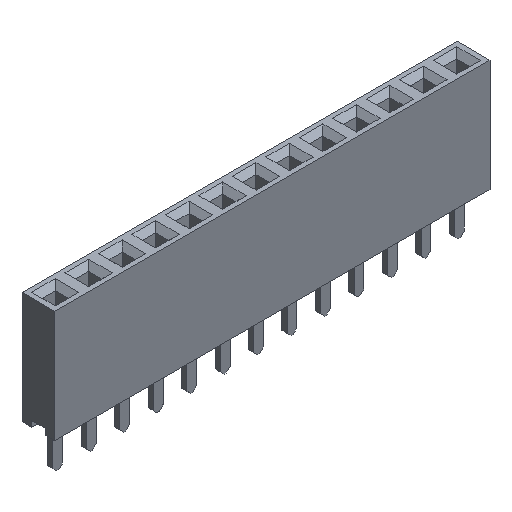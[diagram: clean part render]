
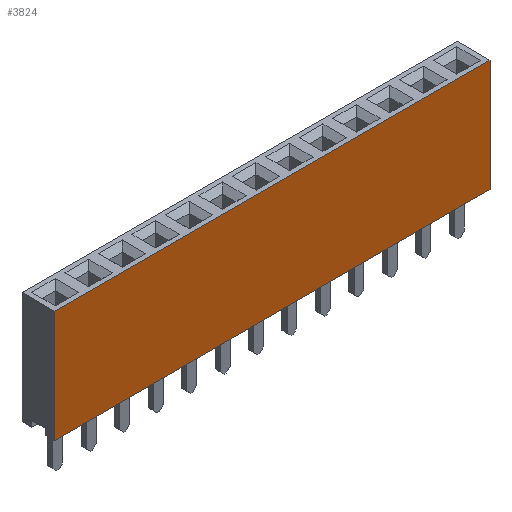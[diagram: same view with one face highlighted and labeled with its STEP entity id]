
A CAD part, isometric view. The second image highlights one B-rep face of the part: STEP entity #3824.
In plain terms, the highlighted planar face has unit normal (0, -1, 0).
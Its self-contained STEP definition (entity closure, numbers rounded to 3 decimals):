
#200=FACE_OUTER_BOUND('',#444,.T.);
#444=EDGE_LOOP('',(#3051,#3052,#3053,#3054));
#587=LINE('',#5276,#1105);
#644=LINE('',#5391,#1162);
#815=LINE('',#5743,#1333);
#819=LINE('',#5750,#1337);
#1105=VECTOR('',#4277,10.);
#1162=VECTOR('',#4342,10.);
#1333=VECTOR('',#4701,10.);
#1337=VECTOR('',#4709,10.);
#1605=VERTEX_POINT('',#5273);
#1606=VERTEX_POINT('',#5275);
#1660=VERTEX_POINT('',#5390);
#1747=VERTEX_POINT('',#5742);
#1951=EDGE_CURVE('',#1605,#1606,#587,.T.);
#2008=EDGE_CURVE('',#1606,#1660,#644,.T.);
#2179=EDGE_CURVE('',#1747,#1660,#815,.T.);
#2183=EDGE_CURVE('',#1747,#1605,#819,.T.);
#3051=ORIENTED_EDGE('',*,*,#2179,.T.);
#3052=ORIENTED_EDGE('',*,*,#2008,.F.);
#3053=ORIENTED_EDGE('',*,*,#1951,.F.);
#3054=ORIENTED_EDGE('',*,*,#2183,.F.);
#3593=PLANE('',#4083);
#3824=ADVANCED_FACE('',(#200),#3593,.T.);
#4083=AXIS2_PLACEMENT_3D('',#5819,#4781,#4782);
#4277=DIRECTION('',(1.,0.,0.));
#4342=DIRECTION('',(0.,0.,-1.));
#4701=DIRECTION('',(1.,0.,0.));
#4709=DIRECTION('',(0.,0.,1.));
#4781=DIRECTION('center_axis',(0.,-1.,0.));
#4782=DIRECTION('ref_axis',(1.,0.,0.));
#5273=CARTESIAN_POINT('',(-16.51,-1.25,8.6));
#5275=CARTESIAN_POINT('',(16.51,-1.25,8.6));
#5276=CARTESIAN_POINT('',(-16.51,-1.25,8.6));
#5390=CARTESIAN_POINT('',(16.51,-1.25,0.1));
#5391=CARTESIAN_POINT('',(16.51,-1.25,0.1));
#5742=CARTESIAN_POINT('',(-16.51,-1.25,0.1));
#5743=CARTESIAN_POINT('',(-16.51,-1.25,0.1));
#5750=CARTESIAN_POINT('',(-16.51,-1.25,0.1));
#5819=CARTESIAN_POINT('Origin',(-16.51,-1.25,0.1));
